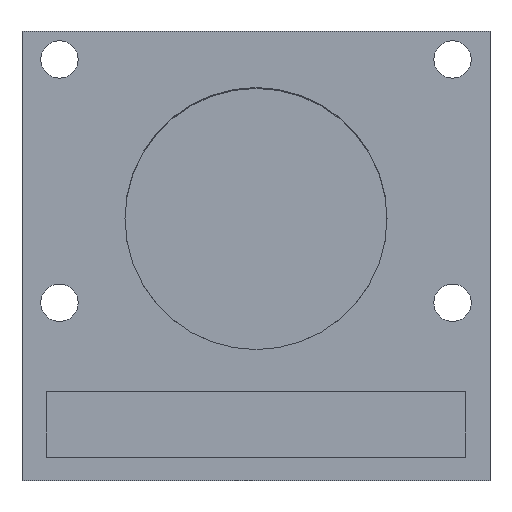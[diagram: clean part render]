
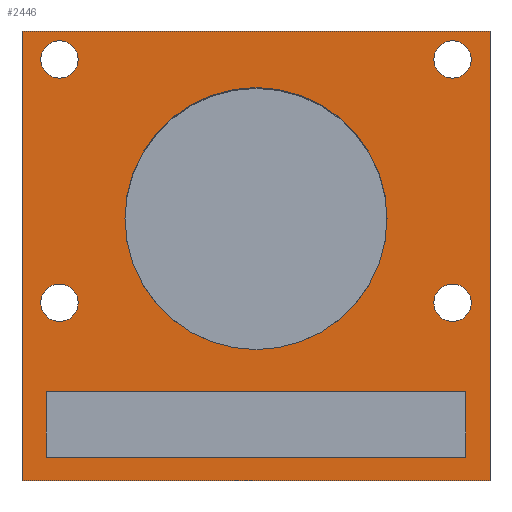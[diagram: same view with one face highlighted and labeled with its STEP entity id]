
A CAD part, front view. The second image highlights one B-rep face of the part: STEP entity #2446.
In plain terms, the highlighted planar face has unit normal (0, -1, 0).
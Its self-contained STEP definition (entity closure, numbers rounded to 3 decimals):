
#112=FACE_BOUND('',#375,.T.);
#113=FACE_BOUND('',#376,.T.);
#114=FACE_BOUND('',#377,.T.);
#115=FACE_BOUND('',#378,.T.);
#116=FACE_BOUND('',#379,.T.);
#117=FACE_BOUND('',#380,.T.);
#126=CIRCLE('',#2620,7.);
#127=CIRCLE('',#2621,1.);
#128=CIRCLE('',#2622,1.);
#129=CIRCLE('',#2623,1.);
#130=CIRCLE('',#2624,1.);
#245=FACE_OUTER_BOUND('',#374,.T.);
#374=EDGE_LOOP('',(#1694,#1695,#1696,#1697));
#375=EDGE_LOOP('',(#1698));
#376=EDGE_LOOP('',(#1699));
#377=EDGE_LOOP('',(#1700));
#378=EDGE_LOOP('',(#1701,#1702,#1703,#1704));
#379=EDGE_LOOP('',(#1705));
#380=EDGE_LOOP('',(#1706));
#535=LINE('',#3634,#809);
#536=LINE('',#3636,#810);
#537=LINE('',#3638,#811);
#538=LINE('',#3639,#812);
#539=LINE('',#3648,#813);
#540=LINE('',#3650,#814);
#541=LINE('',#3652,#815);
#542=LINE('',#3653,#816);
#809=VECTOR('',#2905,10.);
#810=VECTOR('',#2906,10.);
#811=VECTOR('',#2907,10.);
#812=VECTOR('',#2908,10.);
#813=VECTOR('',#2915,10.);
#814=VECTOR('',#2916,10.);
#815=VECTOR('',#2917,10.);
#816=VECTOR('',#2918,10.);
#1071=VERTEX_POINT('',#3632);
#1072=VERTEX_POINT('',#3633);
#1073=VERTEX_POINT('',#3635);
#1074=VERTEX_POINT('',#3637);
#1075=VERTEX_POINT('',#3640);
#1076=VERTEX_POINT('',#3642);
#1077=VERTEX_POINT('',#3644);
#1078=VERTEX_POINT('',#3646);
#1079=VERTEX_POINT('',#3647);
#1080=VERTEX_POINT('',#3649);
#1081=VERTEX_POINT('',#3651);
#1082=VERTEX_POINT('',#3654);
#1083=VERTEX_POINT('',#3656);
#1313=EDGE_CURVE('',#1071,#1072,#535,.T.);
#1314=EDGE_CURVE('',#1073,#1071,#536,.T.);
#1315=EDGE_CURVE('',#1074,#1073,#537,.T.);
#1316=EDGE_CURVE('',#1072,#1074,#538,.T.);
#1317=EDGE_CURVE('',#1075,#1075,#126,.T.);
#1318=EDGE_CURVE('',#1076,#1076,#127,.T.);
#1319=EDGE_CURVE('',#1077,#1077,#128,.T.);
#1320=EDGE_CURVE('',#1078,#1079,#539,.T.);
#1321=EDGE_CURVE('',#1080,#1078,#540,.T.);
#1322=EDGE_CURVE('',#1081,#1080,#541,.T.);
#1323=EDGE_CURVE('',#1079,#1081,#542,.T.);
#1324=EDGE_CURVE('',#1082,#1082,#129,.T.);
#1325=EDGE_CURVE('',#1083,#1083,#130,.T.);
#1694=ORIENTED_EDGE('',*,*,#1313,.F.);
#1695=ORIENTED_EDGE('',*,*,#1314,.F.);
#1696=ORIENTED_EDGE('',*,*,#1315,.F.);
#1697=ORIENTED_EDGE('',*,*,#1316,.F.);
#1698=ORIENTED_EDGE('',*,*,#1317,.F.);
#1699=ORIENTED_EDGE('',*,*,#1318,.F.);
#1700=ORIENTED_EDGE('',*,*,#1319,.F.);
#1701=ORIENTED_EDGE('',*,*,#1320,.F.);
#1702=ORIENTED_EDGE('',*,*,#1321,.F.);
#1703=ORIENTED_EDGE('',*,*,#1322,.F.);
#1704=ORIENTED_EDGE('',*,*,#1323,.F.);
#1705=ORIENTED_EDGE('',*,*,#1324,.F.);
#1706=ORIENTED_EDGE('',*,*,#1325,.F.);
#2330=PLANE('',#2619);
#2446=ADVANCED_FACE('',(#245,#112,#113,#114,#115,#116,#117),#2330,.F.);
#2619=AXIS2_PLACEMENT_3D('',#3631,#2903,#2904);
#2620=AXIS2_PLACEMENT_3D('',#3641,#2909,#2910);
#2621=AXIS2_PLACEMENT_3D('',#3643,#2911,#2912);
#2622=AXIS2_PLACEMENT_3D('',#3645,#2913,#2914);
#2623=AXIS2_PLACEMENT_3D('',#3655,#2919,#2920);
#2624=AXIS2_PLACEMENT_3D('',#3657,#2921,#2922);
#2903=DIRECTION('center_axis',(0.,1.,0.));
#2904=DIRECTION('ref_axis',(1.,0.,0.));
#2905=DIRECTION('',(0.,0.,-1.));
#2906=DIRECTION('',(1.,0.,0.));
#2907=DIRECTION('',(0.,0.,1.));
#2908=DIRECTION('',(-1.,0.,0.));
#2909=DIRECTION('center_axis',(0.,-1.,0.));
#2910=DIRECTION('ref_axis',(1.,0.,0.));
#2911=DIRECTION('center_axis',(0.,-1.,0.));
#2912=DIRECTION('ref_axis',(1.,0.,0.));
#2913=DIRECTION('center_axis',(0.,-1.,0.));
#2914=DIRECTION('ref_axis',(1.,0.,0.));
#2915=DIRECTION('',(0.,0.,1.));
#2916=DIRECTION('',(1.,0.,0.));
#2917=DIRECTION('',(0.,0.,-1.));
#2918=DIRECTION('',(-1.,0.,0.));
#2919=DIRECTION('center_axis',(0.,-1.,0.));
#2920=DIRECTION('ref_axis',(1.,0.,0.));
#2921=DIRECTION('center_axis',(0.,-1.,0.));
#2922=DIRECTION('ref_axis',(1.,0.,0.));
#3631=CARTESIAN_POINT('Origin',(0.,-21.,0.));
#3632=CARTESIAN_POINT('',(12.5,-21.,12.));
#3633=CARTESIAN_POINT('',(12.5,-21.,-12.));
#3634=CARTESIAN_POINT('',(12.5,-21.,6.));
#3635=CARTESIAN_POINT('',(-12.5,-21.,12.));
#3636=CARTESIAN_POINT('',(-6.25,-21.,12.));
#3637=CARTESIAN_POINT('',(-12.5,-21.,-12.));
#3638=CARTESIAN_POINT('',(-12.5,-21.,-6.));
#3639=CARTESIAN_POINT('',(6.25,-21.,-12.));
#3640=CARTESIAN_POINT('',(-7.,-21.,2.));
#3641=CARTESIAN_POINT('Origin',(0.,-21.,2.));
#3642=CARTESIAN_POINT('',(-11.5,-21.,-2.5));
#3643=CARTESIAN_POINT('Origin',(-10.5,-21.,-2.5));
#3644=CARTESIAN_POINT('',(-11.5,-21.,10.5));
#3645=CARTESIAN_POINT('Origin',(-10.5,-21.,10.5));
#3646=CARTESIAN_POINT('',(11.2,-21.,-10.752));
#3647=CARTESIAN_POINT('',(11.2,-21.,-7.24));
#3648=CARTESIAN_POINT('',(11.2,-21.,-5.376));
#3649=CARTESIAN_POINT('',(-11.2,-21.,-10.752));
#3650=CARTESIAN_POINT('',(-5.6,-21.,-10.752));
#3651=CARTESIAN_POINT('',(-11.2,-21.,-7.24));
#3652=CARTESIAN_POINT('',(-11.2,-21.,-3.62));
#3653=CARTESIAN_POINT('',(5.6,-21.,-7.24));
#3654=CARTESIAN_POINT('',(9.5,-21.,10.5));
#3655=CARTESIAN_POINT('Origin',(10.5,-21.,10.5));
#3656=CARTESIAN_POINT('',(9.5,-21.,-2.5));
#3657=CARTESIAN_POINT('Origin',(10.5,-21.,-2.5));
